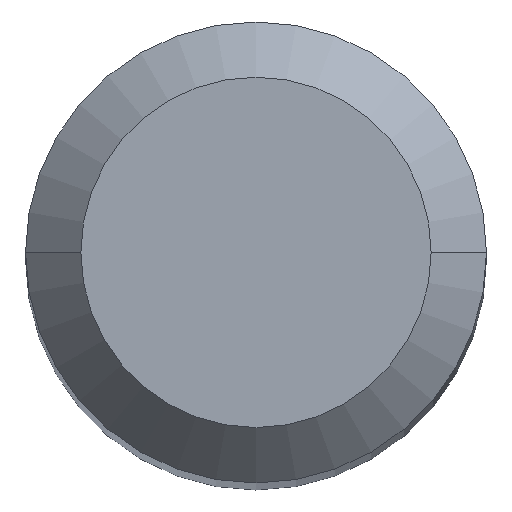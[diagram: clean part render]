
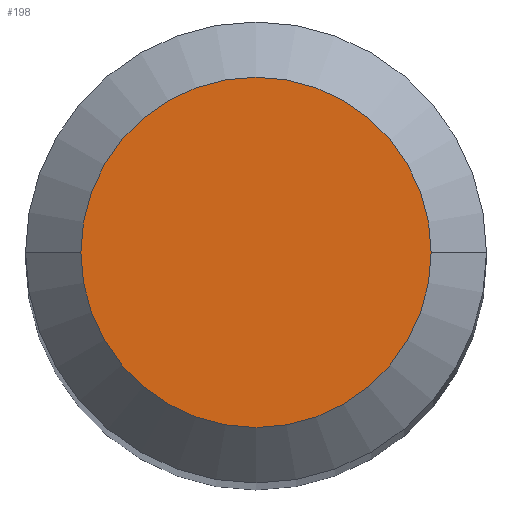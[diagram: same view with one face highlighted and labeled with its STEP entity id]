
A CAD part, top view. The second image highlights one B-rep face of the part: STEP entity #198.
In plain terms, the highlighted planar face has unit normal (0, 0, 1).
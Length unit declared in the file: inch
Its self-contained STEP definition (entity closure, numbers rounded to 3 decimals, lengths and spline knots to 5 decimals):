
#10 = CARTESIAN_POINT ( 'NONE',  ( 0.0475, 0., 0. ) ) ;
#11 = ORIENTED_EDGE ( 'NONE', *, *, #345, .T. ) ;
#13 = CARTESIAN_POINT ( 'NONE',  ( 0., 0., 0. ) ) ;
#14 = AXIS2_PLACEMENT_3D ( 'NONE', #397, #77, #325 ) ;
#45 = PLANE ( 'NONE',  #14 ) ;
#77 = DIRECTION ( 'NONE',  ( 0., 0., -1. ) ) ;
#79 = CARTESIAN_POINT ( 'NONE',  ( -0.0475, 0., 0. ) ) ;
#81 = EDGE_CURVE ( 'NONE', #222, #314, #347, .T. ) ;
#198 = ADVANCED_FACE ( 'NONE', ( #462 ), #45, .F. ) ;
#206 = CARTESIAN_POINT ( 'NONE',  ( 0., 0., 0. ) ) ;
#222 = VERTEX_POINT ( 'NONE', #79 ) ;
#226 = DIRECTION ( 'NONE',  ( 0., 0., 1. ) ) ;
#230 = ORIENTED_EDGE ( 'NONE', *, *, #81, .T. ) ;
#270 = AXIS2_PLACEMENT_3D ( 'NONE', #13, #226, #409 ) ;
#278 = DIRECTION ( 'NONE',  ( 0., 0., 1. ) ) ;
#314 = VERTEX_POINT ( 'NONE', #10 ) ;
#325 = DIRECTION ( 'NONE',  ( -1., 0., 0. ) ) ;
#345 = EDGE_CURVE ( 'NONE', #314, #222, #428, .T. ) ;
#347 = CIRCLE ( 'NONE', #377, 0.0475 ) ;
#377 = AXIS2_PLACEMENT_3D ( 'NONE', #206, #278, #416 ) ;
#397 = CARTESIAN_POINT ( 'NONE',  ( 0., 0.0475, 0. ) ) ;
#409 = DIRECTION ( 'NONE',  ( 1., 0., 0. ) ) ;
#416 = DIRECTION ( 'NONE',  ( 1., 0., 0. ) ) ;
#428 = CIRCLE ( 'NONE', #270, 0.0475 ) ;
#445 = EDGE_LOOP ( 'NONE', ( #230, #11 ) ) ;
#462 = FACE_OUTER_BOUND ( 'NONE', #445, .T. ) ;
